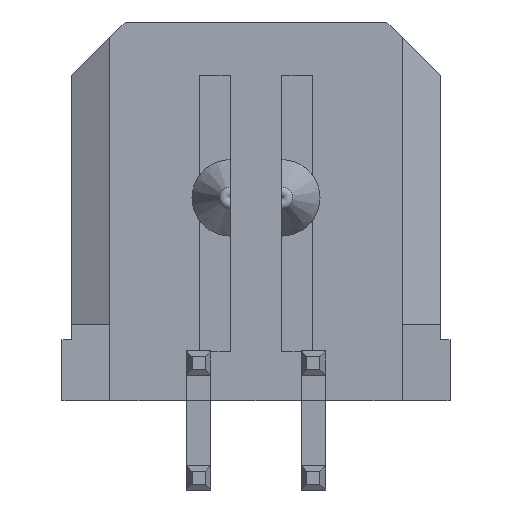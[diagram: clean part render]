
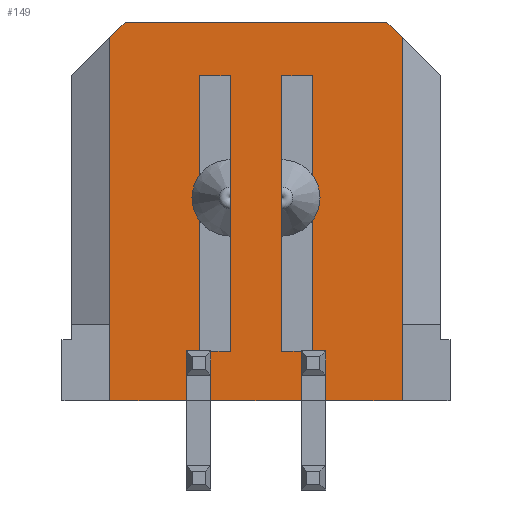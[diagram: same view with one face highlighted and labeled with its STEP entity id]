
A CAD part, front view. The second image highlights one B-rep face of the part: STEP entity #149.
In plain terms, the highlighted planar face has unit normal (0, -1, 0).
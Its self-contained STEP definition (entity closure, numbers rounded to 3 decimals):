
#149=ADVANCED_FACE('',(#461),#462,.T.);
#461=FACE_OUTER_BOUND('',#915,.T.);
#462=PLANE('',#916);
#915=EDGE_LOOP('',(#1872,#1873,#1874,#1875,#1876,#1877,#1878,#1879,#1880,#1881,#1882,#1883,#1884,#1885,#1886,#1887,#1888,#1889,#1890,#1891,#1892,#1893,#1894,#1895,#1896,#1897,#1898,#1899));
#916=AXIS2_PLACEMENT_3D('',#1900,#1901,#1902);
#1872=ORIENTED_EDGE('',*,*,#3329,.F.);
#1873=ORIENTED_EDGE('',*,*,#3330,.F.);
#1874=ORIENTED_EDGE('',*,*,#3304,.F.);
#1875=ORIENTED_EDGE('',*,*,#3331,.F.);
#1876=ORIENTED_EDGE('',*,*,#3332,.F.);
#1877=ORIENTED_EDGE('',*,*,#3177,.F.);
#1878=ORIENTED_EDGE('',*,*,#3333,.F.);
#1879=ORIENTED_EDGE('',*,*,#3334,.F.);
#1880=ORIENTED_EDGE('',*,*,#3132,.T.);
#1881=ORIENTED_EDGE('',*,*,#3335,.F.);
#1882=ORIENTED_EDGE('',*,*,#3139,.T.);
#1883=ORIENTED_EDGE('',*,*,#3336,.T.);
#1884=ORIENTED_EDGE('',*,*,#3337,.T.);
#1885=ORIENTED_EDGE('',*,*,#3186,.F.);
#1886=ORIENTED_EDGE('',*,*,#3225,.T.);
#1887=ORIENTED_EDGE('',*,*,#3338,.T.);
#1888=ORIENTED_EDGE('',*,*,#3339,.T.);
#1889=ORIENTED_EDGE('',*,*,#3340,.T.);
#1890=ORIENTED_EDGE('',*,*,#3341,.F.);
#1891=ORIENTED_EDGE('',*,*,#3342,.T.);
#1892=ORIENTED_EDGE('',*,*,#3343,.F.);
#1893=ORIENTED_EDGE('',*,*,#3344,.F.);
#1894=ORIENTED_EDGE('',*,*,#3206,.F.);
#1895=ORIENTED_EDGE('',*,*,#3168,.F.);
#1896=ORIENTED_EDGE('',*,*,#3244,.T.);
#1897=ORIENTED_EDGE('',*,*,#3282,.T.);
#1898=ORIENTED_EDGE('',*,*,#3315,.F.);
#1899=ORIENTED_EDGE('',*,*,#3328,.T.);
#1900=CARTESIAN_POINT('',(-4.825,-3.435,4.95));
#1901=DIRECTION('',(0.0,-1.0,0.0));
#1902=DIRECTION('',(0.0,0.0,-1.0));
#3132=EDGE_CURVE('',#3826,#3824,#3827,.T.);
#3139=EDGE_CURVE('',#3836,#3834,#3837,.T.);
#3168=EDGE_CURVE('',#3885,#3887,#3888,.T.);
#3177=EDGE_CURVE('',#3903,#3905,#3906,.T.);
#3186=EDGE_CURVE('',#3920,#3922,#3923,.T.);
#3206=EDGE_CURVE('',#3887,#3959,#3960,.T.);
#3225=EDGE_CURVE('',#3920,#3993,#3994,.T.);
#3244=EDGE_CURVE('',#3885,#4021,#4024,.T.);
#3282=EDGE_CURVE('',#4021,#4086,#4089,.T.);
#3304=EDGE_CURVE('',#4123,#4125,#4126,.T.);
#3315=EDGE_CURVE('',#4144,#4086,#4145,.T.);
#3328=EDGE_CURVE('',#4144,#4166,#4168,.T.);
#3329=EDGE_CURVE('',#4169,#4166,#4170,.T.);
#3330=EDGE_CURVE('',#4125,#4169,#4171,.T.);
#3331=EDGE_CURVE('',#4100,#4123,#4172,.T.);
#3332=EDGE_CURVE('',#3905,#4100,#4173,.T.);
#3333=EDGE_CURVE('',#4174,#3903,#4175,.T.);
#3334=EDGE_CURVE('',#3826,#4174,#4176,.T.);
#3335=EDGE_CURVE('',#3836,#3824,#4177,.T.);
#3336=EDGE_CURVE('',#3834,#4178,#4179,.T.);
#3337=EDGE_CURVE('',#4178,#3922,#4180,.T.);
#3338=EDGE_CURVE('',#3993,#4181,#4182,.T.);
#3339=EDGE_CURVE('',#4181,#4183,#4184,.T.);
#3340=EDGE_CURVE('',#4183,#4185,#4186,.T.);
#3341=EDGE_CURVE('',#4187,#4185,#4188,.T.);
#3342=EDGE_CURVE('',#4187,#4189,#4190,.T.);
#3343=EDGE_CURVE('',#4191,#4189,#4192,.T.);
#3344=EDGE_CURVE('',#3959,#4191,#4193,.T.);
#3824=VERTEX_POINT('',#4858);
#3826=VERTEX_POINT('',#4861);
#3827=LINE('',#4862,#4863);
#3834=VERTEX_POINT('',#4875);
#3836=VERTEX_POINT('',#4878);
#3837=LINE('',#4879,#4880);
#3885=VERTEX_POINT('',#4953);
#3887=VERTEX_POINT('',#4956);
#3888=LINE('',#4957,#4958);
#3903=VERTEX_POINT('',#4980);
#3905=VERTEX_POINT('',#4983);
#3906=LINE('',#4984,#4985);
#3920=VERTEX_POINT('',#5006);
#3922=VERTEX_POINT('',#5009);
#3923=LINE('',#5010,#5011);
#3959=VERTEX_POINT('',#5066);
#3960=LINE('',#5067,#5068);
#3993=VERTEX_POINT('',#5119);
#3994=LINE('',#5120,#5121);
#4021=VERTEX_POINT('',#5165);
#4024=LINE('',#5169,#5170);
#4086=VERTEX_POINT('',#5268);
#4089=LINE('',#5272,#5273);
#4100=VERTEX_POINT('',#5290);
#4123=VERTEX_POINT('',#5327);
#4125=VERTEX_POINT('',#5330);
#4126=LINE('',#5331,#5332);
#4144=VERTEX_POINT('',#5358);
#4145=LINE('',#5359,#5360);
#4166=VERTEX_POINT('',#5390);
#4168=LINE('',#5393,#5394);
#4169=VERTEX_POINT('',#5395);
#4170=LINE('',#5396,#5397);
#4171=LINE('',#5398,#5399);
#4172=LINE('',#5400,#5401);
#4173=LINE('',#5402,#5403);
#4174=VERTEX_POINT('',#5404);
#4175=LINE('',#5405,#5406);
#4176=LINE('',#5407,#5408);
#4177=LINE('',#5409,#5410);
#4178=VERTEX_POINT('',#5411);
#4179=LINE('',#5412,#5413);
#4180=LINE('',#5414,#5415);
#4181=VERTEX_POINT('',#5416);
#4182=LINE('',#5417,#5418);
#4183=VERTEX_POINT('',#5419);
#4184=LINE('',#5420,#5421);
#4185=VERTEX_POINT('',#5422);
#4186=LINE('',#5423,#5424);
#4187=VERTEX_POINT('',#5425);
#4188=LINE('',#5426,#5427);
#4189=VERTEX_POINT('',#5428);
#4190=LINE('',#5429,#5430);
#4191=VERTEX_POINT('',#5431);
#4192=LINE('',#5432,#5433);
#4193=LINE('',#5434,#5435);
#4858=CARTESIAN_POINT('',(3.425,-3.435,4.95));
#4861=CARTESIAN_POINT('',(3.825,-3.435,4.55));
#4862=CARTESIAN_POINT('',(3.825,-3.435,4.55));
#4863=VECTOR('',#6147,0.566);
#4875=CARTESIAN_POINT('',(-3.825,-3.435,4.55));
#4878=CARTESIAN_POINT('',(-3.425,-3.435,4.95));
#4879=CARTESIAN_POINT('',(-3.425,-3.435,4.95));
#4880=VECTOR('',#6154,0.566);
#4953=CARTESIAN_POINT('',(1.18,-3.435,-4.96));
#4956=CARTESIAN_POINT('',(-1.18,-3.435,-4.96));
#4957=CARTESIAN_POINT('',(1.18,-3.435,-4.96));
#4958=VECTOR('',#6187,2.36);
#4980=CARTESIAN_POINT('',(3.825,-3.435,-4.96));
#4983=CARTESIAN_POINT('',(1.82,-3.435,-4.96));
#4984=CARTESIAN_POINT('',(3.825,-3.435,-4.96));
#4985=VECTOR('',#6196,2.005);
#5006=CARTESIAN_POINT('',(-1.82,-3.435,-4.96));
#5009=CARTESIAN_POINT('',(-3.825,-3.435,-4.96));
#5010=CARTESIAN_POINT('',(-1.82,-3.435,-4.96));
#5011=VECTOR('',#6205,2.005);
#5066=CARTESIAN_POINT('',(-1.18,-3.435,-4.29));
#5067=CARTESIAN_POINT('',(-1.18,-3.435,-4.96));
#5068=VECTOR('',#6225,0.67);
#5119=CARTESIAN_POINT('',(-1.82,-3.435,-4.29));
#5120=CARTESIAN_POINT('',(-1.82,-3.435,-4.96));
#5121=VECTOR('',#6244,0.67);
#5165=CARTESIAN_POINT('',(1.18,-3.435,-4.29));
#5169=CARTESIAN_POINT('',(1.18,-3.435,-4.96));
#5170=VECTOR('',#6263,0.67);
#5268=CARTESIAN_POINT('',(1.18,-3.435,-3.66));
#5272=CARTESIAN_POINT('',(1.18,-3.435,-4.29));
#5273=VECTOR('',#6301,0.63);
#5290=CARTESIAN_POINT('',(1.82,-3.435,-4.29));
#5327=CARTESIAN_POINT('',(1.82,-3.435,-3.65));
#5330=CARTESIAN_POINT('',(1.475,-3.435,-3.65));
#5331=CARTESIAN_POINT('',(1.82,-3.435,-3.65));
#5332=VECTOR('',#6323,0.345);
#5358=CARTESIAN_POINT('',(0.675,-3.435,-3.66));
#5359=CARTESIAN_POINT('',(0.675,-3.435,-3.66));
#5360=VECTOR('',#6338,0.505);
#5390=CARTESIAN_POINT('',(0.675,-3.435,3.54));
#5393=CARTESIAN_POINT('',(0.675,-3.435,-3.66));
#5394=VECTOR('',#6355,7.2);
#5395=CARTESIAN_POINT('',(1.475,-3.435,3.54));
#5396=CARTESIAN_POINT('',(1.475,-3.435,3.54));
#5397=VECTOR('',#6356,0.8);
#5398=CARTESIAN_POINT('',(1.475,-3.435,-3.65));
#5399=VECTOR('',#6357,7.19);
#5400=CARTESIAN_POINT('',(1.82,-3.435,-4.29));
#5401=VECTOR('',#6358,0.64);
#5402=CARTESIAN_POINT('',(1.82,-3.435,-4.96));
#5403=VECTOR('',#6359,0.67);
#5404=CARTESIAN_POINT('',(3.825,-3.435,-2.96));
#5405=CARTESIAN_POINT('',(3.825,-3.435,-2.96));
#5406=VECTOR('',#6360,2.0);
#5407=CARTESIAN_POINT('',(3.825,-3.435,4.55));
#5408=VECTOR('',#6361,7.51);
#5409=CARTESIAN_POINT('',(-3.425,-3.435,4.95));
#5410=VECTOR('',#6362,6.85);
#5411=CARTESIAN_POINT('',(-3.825,-3.435,-2.96));
#5412=CARTESIAN_POINT('',(-3.825,-3.435,4.55));
#5413=VECTOR('',#6363,7.51);
#5414=CARTESIAN_POINT('',(-3.825,-3.435,-2.96));
#5415=VECTOR('',#6364,2.0);
#5416=CARTESIAN_POINT('',(-1.82,-3.435,-3.65));
#5417=CARTESIAN_POINT('',(-1.82,-3.435,-4.29));
#5418=VECTOR('',#6365,0.64);
#5419=CARTESIAN_POINT('',(-1.475,-3.435,-3.65));
#5420=CARTESIAN_POINT('',(-1.82,-3.435,-3.65));
#5421=VECTOR('',#6366,0.345);
#5422=CARTESIAN_POINT('',(-1.475,-3.435,3.54));
#5423=CARTESIAN_POINT('',(-1.475,-3.435,-3.65));
#5424=VECTOR('',#6367,7.19);
#5425=CARTESIAN_POINT('',(-0.675,-3.435,3.54));
#5426=CARTESIAN_POINT('',(-0.675,-3.435,3.54));
#5427=VECTOR('',#6368,0.8);
#5428=CARTESIAN_POINT('',(-0.675,-3.435,-3.66));
#5429=CARTESIAN_POINT('',(-0.675,-3.435,3.54));
#5430=VECTOR('',#6369,7.2);
#5431=CARTESIAN_POINT('',(-1.18,-3.435,-3.66));
#5432=CARTESIAN_POINT('',(-1.18,-3.435,-3.66));
#5433=VECTOR('',#6370,0.505);
#5434=CARTESIAN_POINT('',(-1.18,-3.435,-4.29));
#5435=VECTOR('',#6371,0.63);
#6147=DIRECTION('',(-0.707,0.0,0.707));
#6154=DIRECTION('',(-0.707,0.0,-0.707));
#6187=DIRECTION('',(-1.0,0.0,0.0));
#6196=DIRECTION('',(-1.0,0.0,0.0));
#6205=DIRECTION('',(-1.0,0.0,0.0));
#6225=DIRECTION('',(0.0,0.0,1.0));
#6244=DIRECTION('',(0.0,0.0,1.0));
#6263=DIRECTION('',(0.0,0.0,1.0));
#6301=DIRECTION('',(0.0,0.0,1.0));
#6323=DIRECTION('',(-1.0,0.0,0.0));
#6338=DIRECTION('',(1.0,0.0,0.0));
#6355=DIRECTION('',(0.0,0.0,1.0));
#6356=DIRECTION('',(-1.0,0.0,0.0));
#6357=DIRECTION('',(0.0,0.0,1.0));
#6358=DIRECTION('',(0.0,0.0,1.0));
#6359=DIRECTION('',(0.0,0.0,1.0));
#6360=DIRECTION('',(0.0,0.0,-1.0));
#6361=DIRECTION('',(0.0,0.0,-1.0));
#6362=DIRECTION('',(1.0,0.0,0.0));
#6363=DIRECTION('',(0.0,0.0,-1.0));
#6364=DIRECTION('',(0.0,0.0,-1.0));
#6365=DIRECTION('',(0.0,0.0,1.0));
#6366=DIRECTION('',(1.0,0.0,0.0));
#6367=DIRECTION('',(0.0,0.0,1.0));
#6368=DIRECTION('',(-1.0,0.0,0.0));
#6369=DIRECTION('',(0.0,0.0,-1.0));
#6370=DIRECTION('',(1.0,0.0,0.0));
#6371=DIRECTION('',(0.0,0.0,1.0));
